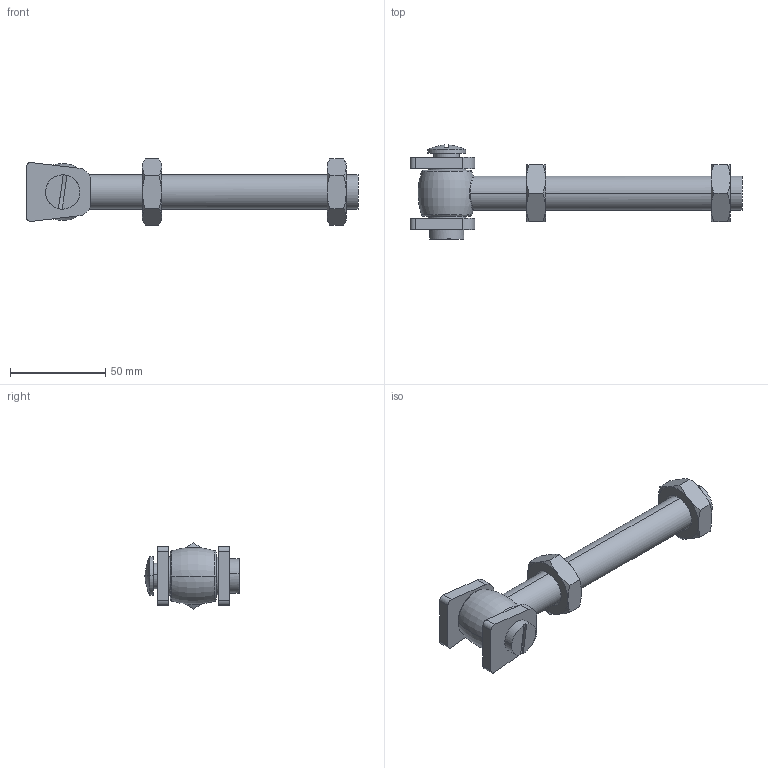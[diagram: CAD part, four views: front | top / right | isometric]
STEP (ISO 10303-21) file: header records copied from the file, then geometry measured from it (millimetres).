
FILE_DESCRIPTION (( 'STEP AP203' ), '1' );
FILE_NAME ('0515B430.STEP', '2022-06-30T10:43:46', ( '' ), ( '' ), 'SwSTEP 2.0', 'SolidWorks 2020', '' );
FILE_SCHEMA (( 'CONFIG_CONTROL_DESIGN' ));
Length unit declared in the file: millimetre
Products named in the file (7): 0515B430 Part5; 0515B430 Part2; 0515B430 Part1; hex nut jam_am_B18.2.4.5M - Hex jam nut,  M20 x 2.5 --D-N; 0515B430; 0515B430 Part3; 0515B430 Part4
Assembly tree (9 placements, depth 2):
  0515B430
    0515B430 Part1
    0515B430 Part3
    0515B430 Part4  x2
    0515B430 Part5
    0515B430 Part2  x2
    hex nut jam_am_B18.2.4.5M - Hex jam nut,  M20 x 2.5 --D-N  x2
Bounding box: 174.25 x 49.4 x 34.64 mm (x, y, z)
Volume: 73481.9 mm3; surface area: 27594.8 mm2
Topology: 9 solids, 9 shells, 149 faces, 329 edges, 199 vertices
Faces by surface type: plane 46, cylinder 45, cone 36, torus 20, bspline 2
Entity records: 4118 total; most frequent: CARTESIAN_POINT 1113, DIRECTION 505, ORIENTED_EDGE 428, AXIS2_PLACEMENT_3D 221, EDGE_CURVE 214, VERTEX_POINT 131, CIRCLE 113, EDGE_LOOP 109
